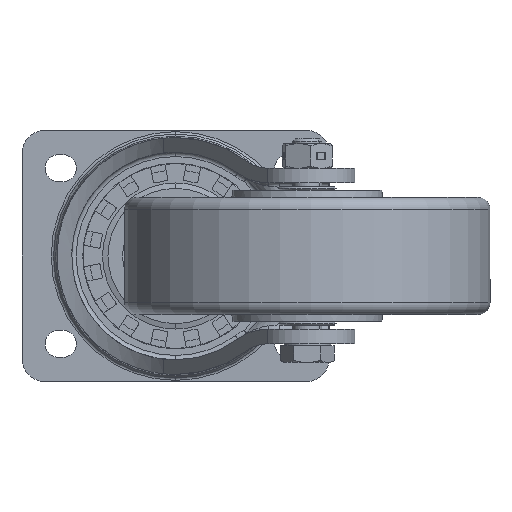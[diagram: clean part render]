
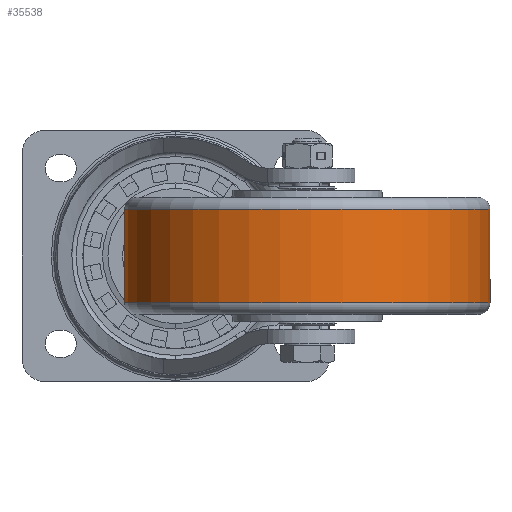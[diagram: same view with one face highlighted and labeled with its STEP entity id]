
A CAD part, front view. The second image highlights one B-rep face of the part: STEP entity #35538.
In plain terms, the highlighted cylindrical face has radius 62.5 mm (diameter 125 mm), a partial arc.
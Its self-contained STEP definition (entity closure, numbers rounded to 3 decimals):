
#675 = DIRECTION ( 'NONE',  ( 0., 0., 1. ) ) ;
#920 = DIRECTION ( 'NONE',  ( -1., -0.023, 0. ) ) ;
#1000 = CARTESIAN_POINT ( 'NONE',  ( -17.484, -103.567, 0. ) ) ;
#1210 = EDGE_CURVE ( 'NONE', #32496, #36772, #13751, .T. ) ;
#1283 = DIRECTION ( 'NONE',  ( 1., 0.023, 0. ) ) ;
#3519 = VECTOR ( 'NONE', #675, 1000. ) ;
#3546 = CARTESIAN_POINT ( 'NONE',  ( 107.484, -100.733, 0. ) ) ;
#4879 = CARTESIAN_POINT ( 'NONE',  ( 107.484, -100.733, 16. ) ) ;
#6605 = ORIENTED_EDGE ( 'NONE', *, *, #32058, .T. ) ;
#6714 = DIRECTION ( 'NONE',  ( 0., 0., -1. ) ) ;
#6875 = CARTESIAN_POINT ( 'NONE',  ( 45., -102.15, -16. ) ) ;
#7199 = AXIS2_PLACEMENT_3D ( 'NONE', #22375, #6714, #40614 ) ;
#8232 = EDGE_CURVE ( 'NONE', #34917, #36772, #24973, .T. ) ;
#11905 = CIRCLE ( 'NONE', #21794, 62.5 ) ;
#13751 = LINE ( 'NONE', #1000, #24059 ) ;
#14950 = ORIENTED_EDGE ( 'NONE', *, *, #18402, .T. ) ;
#16935 = FACE_OUTER_BOUND ( 'NONE', #29851, .T. ) ;
#18402 = EDGE_CURVE ( 'NONE', #32496, #37746, #11905, .T. ) ;
#19153 = CARTESIAN_POINT ( 'NONE',  ( 107.484, -100.733, -16. ) ) ;
#20343 = DIRECTION ( 'NONE',  ( 0., 0., 1. ) ) ;
#20435 = CARTESIAN_POINT ( 'NONE',  ( 45., -102.15, 0. ) ) ;
#20837 = DIRECTION ( 'NONE',  ( 0., 0., 1. ) ) ;
#21794 = AXIS2_PLACEMENT_3D ( 'NONE', #6875, #35592, #920 ) ;
#21909 = CARTESIAN_POINT ( 'NONE',  ( -17.484, -103.567, 16. ) ) ;
#22375 = CARTESIAN_POINT ( 'NONE',  ( 45., -102.15, 16. ) ) ;
#24059 = VECTOR ( 'NONE', #20343, 1000. ) ;
#24973 = CIRCLE ( 'NONE', #7199, 62.5 ) ;
#25595 = LINE ( 'NONE', #3546, #3519 ) ;
#29851 = EDGE_LOOP ( 'NONE', ( #31986, #14950, #6605, #39501 ) ) ;
#31986 = ORIENTED_EDGE ( 'NONE', *, *, #1210, .F. ) ;
#32058 = EDGE_CURVE ( 'NONE', #37746, #34917, #25595, .T. ) ;
#32496 = VERTEX_POINT ( 'NONE', #35294 ) ;
#34917 = VERTEX_POINT ( 'NONE', #4879 ) ;
#35294 = CARTESIAN_POINT ( 'NONE',  ( -17.484, -103.567, -16. ) ) ;
#35538 = ADVANCED_FACE ( 'NONE', ( #16935 ), #36170, .T. ) ;
#35592 = DIRECTION ( 'NONE',  ( 0., 0., 1. ) ) ;
#36170 = CYLINDRICAL_SURFACE ( 'NONE', #37849, 62.5 ) ;
#36772 = VERTEX_POINT ( 'NONE', #21909 ) ;
#37746 = VERTEX_POINT ( 'NONE', #19153 ) ;
#37849 = AXIS2_PLACEMENT_3D ( 'NONE', #20435, #20837, #1283 ) ;
#39501 = ORIENTED_EDGE ( 'NONE', *, *, #8232, .T. ) ;
#40614 = DIRECTION ( 'NONE',  ( 1., 0.023, 0. ) ) ;
